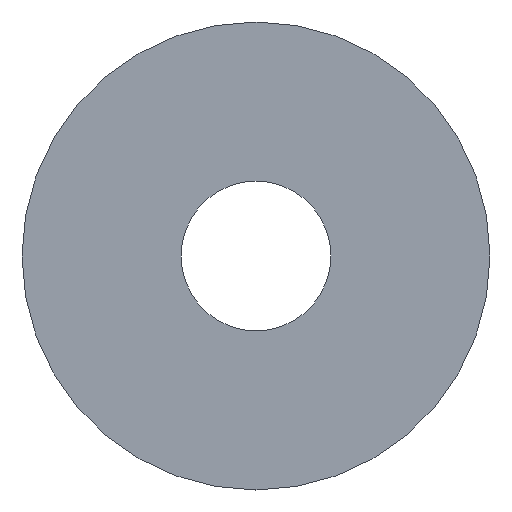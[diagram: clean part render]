
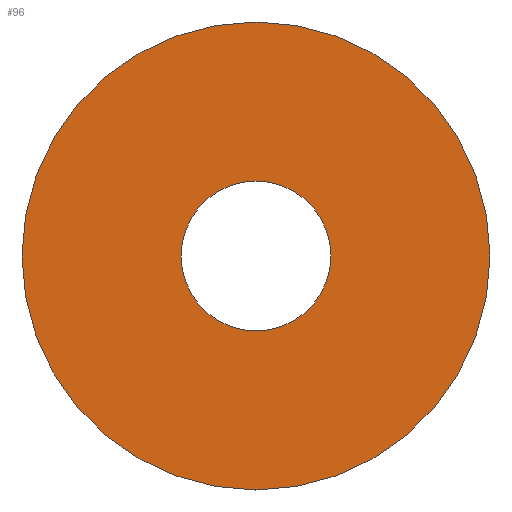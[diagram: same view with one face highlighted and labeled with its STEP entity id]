
A CAD part, left-side view. The second image highlights one B-rep face of the part: STEP entity #96.
In plain terms, the highlighted planar face has unit normal (-1, 0, 0).
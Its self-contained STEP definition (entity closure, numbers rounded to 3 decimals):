
#1=CARTESIAN_POINT('POINT1',(-0.397,3.969,
   0.));
#2=VERTEX_POINT('VERTEX1',#1);
#3=CARTESIAN_POINT('POINT2',(-0.397,-3.969,0.));
#4=VERTEX_POINT('VERTEX2',#3);
#5=CARTESIAN_POINT('POS1',(-0.397,0.,
   0.));
#6=DIRECTION('DIR1',(1.,0.,0.));
#7=DIRECTION('DIR2',(0.,1.,0.));
#8=AXIS2_PLACEMENT_3D('AXIS1',#5,#6,#7);
#9=CIRCLE('ELLIPSE1',#8,3.969);
#10=EDGE_CURVE('EDGE1',#2,#4,#9,.T.);
#51=CARTESIAN_POINT('POS7',(-0.397,0.,
   0.));
#52=DIRECTION('DIR11',(-1.,0.,0.));
#53=DIRECTION('DIR12',(0.,1.,0.));
#54=AXIS2_PLACEMENT_3D('AXIS5',#51,#52,#53);
#55=CIRCLE('ELLIPSE4',#54,3.969);
#56=EDGE_CURVE('EDGE6',#2,#4,#55,.T.);
#67=CARTESIAN_POINT('POINT5',(-0.397,1.27,
   0.));
#68=VERTEX_POINT('VERTEX5',#67);
#69=CARTESIAN_POINT('POINT6',(-0.397,-1.27,0.));
#70=VERTEX_POINT('VERTEX6',#69);
#71=CARTESIAN_POINT('POS9',(-0.397,0.,
   0.));
#72=DIRECTION('DIR15',(-1.,0.,0.));
#73=DIRECTION('DIR16',(0.,1.,0.));
#74=AXIS2_PLACEMENT_3D('AXIS7',#71,#72,#73);
#75=CIRCLE('ELLIPSE5',#74,1.27);
#76=EDGE_CURVE('EDGE7',#68,#70,#75,.T.);
#77=ORIENTED_EDGE('COEDGE9',*,*,#76,.F.);
#78=CARTESIAN_POINT('POS10',(-0.397,0.,
   0.));
#79=DIRECTION('DIR17',(1.,0.,0.));
#80=DIRECTION('DIR18',(0.,1.,0.));
#81=AXIS2_PLACEMENT_3D('AXIS8',#78,#79,#80);
#82=CIRCLE('ELLIPSE6',#81,1.27);
#83=EDGE_CURVE('EDGE8',#68,#70,#82,.T.);
#84=ORIENTED_EDGE('COEDGE10',*,*,#83,.T.);
#85=EDGE_LOOP('NONE',(#77,#84));
#86=FACE_BOUND('LOOP1',#85,.T.);
#87=ORIENTED_EDGE('COEDGE11',*,*,#10,.F.);
#88=ORIENTED_EDGE('COEDGE12',*,*,#56,.T.);
#89=EDGE_LOOP('NONE',(#87,#88));
#90=FACE_BOUND('LOOP1',#89,.T.);
#91=CARTESIAN_POINT('POS11',(-0.397,0.,0.));
#92=DIRECTION('DIR19',(1.,0.,0.));
#93=DIRECTION('DIR20',(0.,1.,0.));
#94=AXIS2_PLACEMENT_3D('AXIS9',#91,#92,#93);
#95=PLANE('PLANE1',#94);
#96=ADVANCED_FACE('FACE3',(#86,#90),#95,.F.);
